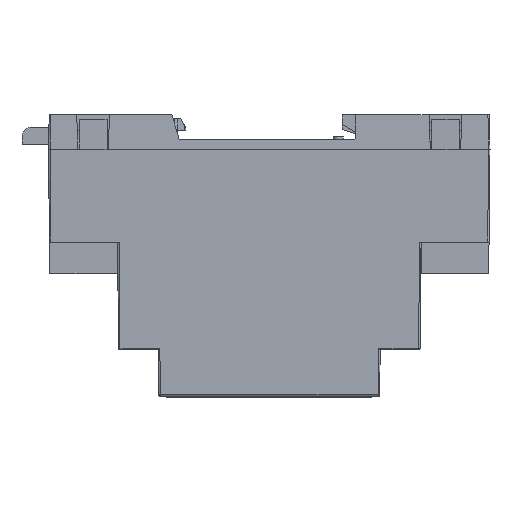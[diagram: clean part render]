
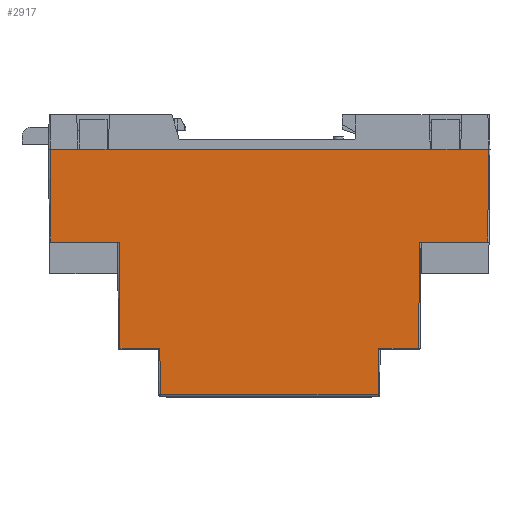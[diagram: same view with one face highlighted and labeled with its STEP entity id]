
A CAD part, front view. The second image highlights one B-rep face of the part: STEP entity #2917.
In plain terms, the highlighted planar face has unit normal (0, -1, -0.009).
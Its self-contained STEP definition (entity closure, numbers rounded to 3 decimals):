
#1000 = VERTEX_POINT ( 'NONE', #8229 ) ;
#1097 = VERTEX_POINT ( 'NONE', #8496 ) ;
#1732 = VERTEX_POINT ( 'NONE', #9706 ) ;
#1797 = VERTEX_POINT ( 'NONE', #9944 ) ;
#2255 = VERTEX_POINT ( 'NONE', #10646 ) ;
#2271 = VERTEX_POINT ( 'NONE', #10692 ) ;
#2303 = VERTEX_POINT ( 'NONE', #10710 ) ;
#2311 = VERTEX_POINT ( 'NONE', #10706 ) ;
#2326 = EDGE_CURVE ( 'NONE', #2271, #2255, #10763, .T. ) ;
#2354 = VERTEX_POINT ( 'NONE', #10808 ) ;
#2362 = EDGE_CURVE ( 'NONE', #2303, #2311, #10791, .T. ) ;
#2392 = EDGE_CURVE ( 'NONE', #2451, #2402, #10876, .T. ) ;
#2402 = VERTEX_POINT ( 'NONE', #10904 ) ;
#2407 = EDGE_CURVE ( 'NONE', #2402, #2354, #10900, .T. ) ;
#2424 = EDGE_CURVE ( 'NONE', #1000, #2451, #10957, .T. ) ;
#2451 = VERTEX_POINT ( 'NONE', #10945 ) ;
#2456 = VERTEX_POINT ( 'NONE', #10977 ) ;
#2506 = EDGE_CURVE ( 'NONE', #1097, #2456, #11079, .T. ) ;
#2525 = EDGE_CURVE ( 'NONE', #2456, #1000, #11105, .T. ) ;
#2569 = EDGE_CURVE ( 'NONE', #1732, #1097, #11179, .T. ) ;
#2594 = VERTEX_POINT ( 'NONE', #11244 ) ;
#2601 = EDGE_CURVE ( 'NONE', #2594, #1732, #11229, .T. ) ;
#2632 = EDGE_CURVE ( 'NONE', #1797, #2594, #11296, .T. ) ;
#2678 = VERTEX_POINT ( 'NONE', #11361 ) ;
#2682 = EDGE_CURVE ( 'NONE', #2678, #1797, #11342, .T. ) ;
#2900 = EDGE_CURVE ( 'NONE', #2903, #2678, #11581, .T. ) ;
#2903 = VERTEX_POINT ( 'NONE', #11661 ) ;
#2906 = VERTEX_POINT ( 'NONE', #11647 ) ;
#2910 = EDGE_CURVE ( 'NONE', #2906, #2903, #11651, .T. ) ;
#2917 = ADVANCED_FACE ( 'NONE', ( #11679 ), #11683, .F. ) ;
#2918 = EDGE_LOOP ( 'NONE', ( #3060, #3067, #3068, #3061, #3070, #3069, #3050, #3066, #3071, #3052, #3072, #3055, #3051, #3058, #3053, #3122 ) ) ;
#3050 = ORIENTED_EDGE ( 'NONE', *, *, #2392, .F. ) ;
#3051 = ORIENTED_EDGE ( 'NONE', *, *, #2632, .F. ) ;
#3052 = ORIENTED_EDGE ( 'NONE', *, *, #2506, .F. ) ;
#3053 = ORIENTED_EDGE ( 'NONE', *, *, #2900, .F. ) ;
#3055 = ORIENTED_EDGE ( 'NONE', *, *, #2601, .F. ) ;
#3058 = ORIENTED_EDGE ( 'NONE', *, *, #2682, .F. ) ;
#3060 = ORIENTED_EDGE ( 'NONE', *, *, #3062, .F. ) ;
#3061 = ORIENTED_EDGE ( 'NONE', *, *, #2326, .F. ) ;
#3062 = EDGE_CURVE ( 'NONE', #2311, #2906, #11819, .T. ) ;
#3063 = EDGE_CURVE ( 'NONE', #2255, #2303, #11851, .T. ) ;
#3064 = EDGE_CURVE ( 'NONE', #2354, #2271, #11854, .T. ) ;
#3066 = ORIENTED_EDGE ( 'NONE', *, *, #2424, .F. ) ;
#3067 = ORIENTED_EDGE ( 'NONE', *, *, #2362, .F. ) ;
#3068 = ORIENTED_EDGE ( 'NONE', *, *, #3063, .F. ) ;
#3069 = ORIENTED_EDGE ( 'NONE', *, *, #2407, .F. ) ;
#3070 = ORIENTED_EDGE ( 'NONE', *, *, #3064, .F. ) ;
#3071 = ORIENTED_EDGE ( 'NONE', *, *, #2525, .F. ) ;
#3072 = ORIENTED_EDGE ( 'NONE', *, *, #2569, .F. ) ;
#3122 = ORIENTED_EDGE ( 'NONE', *, *, #2910, .F. ) ;
#8229 = CARTESIAN_POINT ( 'NONE',  ( -29618.174, -26786.644, -29.94 ) ) ;
#8496 = CARTESIAN_POINT ( 'NONE',  ( -29609.933, -26786.561, -39.44 ) ) ;
#9706 = CARTESIAN_POINT ( 'NONE',  ( -29565.394, -26786.561, -39.44 ) ) ;
#9944 = CARTESIAN_POINT ( 'NONE',  ( -29557.153, -26786.644, -29.94 ) ) ;
#10646 = CARTESIAN_POINT ( 'NONE',  ( -29620.813, -26786.999, 10.763 ) ) ;
#10692 = CARTESIAN_POINT ( 'NONE',  ( -29626.513, -26786.999, 10.763 ) ) ;
#10706 = CARTESIAN_POINT ( 'NONE',  ( -29548.813, -26786.999, 10.763 ) ) ;
#10710 = CARTESIAN_POINT ( 'NONE',  ( -29554.513, -26786.999, 10.763 ) ) ;
#10735 = DIRECTION ( 'NONE',  ( 1., 0., 0. ) ) ;
#10736 = CARTESIAN_POINT ( 'NONE',  ( -29612.563, -26786.999, 10.763 ) ) ;
#10748 = VECTOR ( 'NONE', #10735, 1000. ) ;
#10763 = LINE ( 'NONE', #10736, #10748 ) ;
#10790 = CARTESIAN_POINT ( 'NONE',  ( -29612.563, -26786.999, 10.763 ) ) ;
#10791 = LINE ( 'NONE', #10790, #10844 ) ;
#10808 = CARTESIAN_POINT ( 'NONE',  ( -29632.463, -26786.999, 10.763 ) ) ;
#10843 = DIRECTION ( 'NONE',  ( 1., 0., 0. ) ) ;
#10844 = VECTOR ( 'NONE', #10843, 1000. ) ;
#10864 = DIRECTION ( 'NONE',  ( -1., 0., 0. ) ) ;
#10865 = VECTOR ( 'NONE', #10864, 1000. ) ;
#10875 = CARTESIAN_POINT ( 'NONE',  ( -29612.563, -26786.833, -8.237 ) ) ;
#10876 = LINE ( 'NONE', #10875, #10865 ) ;
#10889 = DIRECTION ( 'NONE',  ( -0.009, -0.009, 1. ) ) ;
#10890 = VECTOR ( 'NONE', #10889, 1000. ) ;
#10891 = CARTESIAN_POINT ( 'NONE',  ( -29632.298, -26786.833, -8.237 ) ) ;
#10900 = LINE ( 'NONE', #10891, #10890 ) ;
#10904 = CARTESIAN_POINT ( 'NONE',  ( -29632.298, -26786.833, -8.237 ) ) ;
#10945 = CARTESIAN_POINT ( 'NONE',  ( -29618.363, -26786.833, -8.237 ) ) ;
#10954 = DIRECTION ( 'NONE',  ( -0.009, -0.009, 1. ) ) ;
#10955 = VECTOR ( 'NONE', #10954, 1000. ) ;
#10956 = CARTESIAN_POINT ( 'NONE',  ( -29618.174, -26786.644, -29.94 ) ) ;
#10957 = LINE ( 'NONE', #10956, #10955 ) ;
#10977 = CARTESIAN_POINT ( 'NONE',  ( -29610.016, -26786.644, -29.94 ) ) ;
#11022 = VECTOR ( 'NONE', #11074, 1000. ) ;
#11074 = DIRECTION ( 'NONE',  ( -0.009, -0.009, 1. ) ) ;
#11078 = CARTESIAN_POINT ( 'NONE',  ( -29609.933, -26786.561, -39.44 ) ) ;
#11079 = LINE ( 'NONE', #11078, #11022 ) ;
#11085 = DIRECTION ( 'NONE',  ( -1., 0., 0. ) ) ;
#11086 = VECTOR ( 'NONE', #11085, 1000. ) ;
#11089 = CARTESIAN_POINT ( 'NONE',  ( -29612.563, -26786.644, -29.94 ) ) ;
#11105 = LINE ( 'NONE', #11089, #11086 ) ;
#11170 = DIRECTION ( 'NONE',  ( -1., 0., 0. ) ) ;
#11171 = VECTOR ( 'NONE', #11170, 1000. ) ;
#11178 = CARTESIAN_POINT ( 'NONE',  ( -29612.563, -26786.561, -39.44 ) ) ;
#11179 = LINE ( 'NONE', #11178, #11171 ) ;
#11226 = DIRECTION ( 'NONE',  ( -0.009, 0.009, -1. ) ) ;
#11227 = VECTOR ( 'NONE', #11226, 1000. ) ;
#11228 = CARTESIAN_POINT ( 'NONE',  ( -29565.311, -26786.644, -29.94 ) ) ;
#11229 = LINE ( 'NONE', #11228, #11227 ) ;
#11244 = CARTESIAN_POINT ( 'NONE',  ( -29565.311, -26786.644, -29.94 ) ) ;
#11291 = DIRECTION ( 'NONE',  ( -1., 0., 0. ) ) ;
#11292 = VECTOR ( 'NONE', #11291, 1000. ) ;
#11293 = CARTESIAN_POINT ( 'NONE',  ( -29612.563, -26786.644, -29.94 ) ) ;
#11296 = LINE ( 'NONE', #11293, #11292 ) ;
#11339 = DIRECTION ( 'NONE',  ( -0.009, 0.009, -1. ) ) ;
#11340 = VECTOR ( 'NONE', #11339, 1000. ) ;
#11341 = CARTESIAN_POINT ( 'NONE',  ( -29556.963, -26786.833, -8.237 ) ) ;
#11342 = LINE ( 'NONE', #11341, #11340 ) ;
#11361 = CARTESIAN_POINT ( 'NONE',  ( -29556.963, -26786.833, -8.237 ) ) ;
#11581 = LINE ( 'NONE', #11655, #11654 ) ;
#11640 = DIRECTION ( 'NONE',  ( -0.009, 0.009, -1. ) ) ;
#11641 = CARTESIAN_POINT ( 'NONE',  ( -29542.863, -26786.999, 10.763 ) ) ;
#11642 = CARTESIAN_POINT ( 'NONE',  ( -29612.563, -26786.471, -49.706 ) ) ;
#11647 = CARTESIAN_POINT ( 'NONE',  ( -29542.863, -26786.999, 10.763 ) ) ;
#11651 = LINE ( 'NONE', #11641, #11686 ) ;
#11653 = DIRECTION ( 'NONE',  ( -1., 0., 0. ) ) ;
#11654 = VECTOR ( 'NONE', #11653, 1000. ) ;
#11655 = CARTESIAN_POINT ( 'NONE',  ( -29612.563, -26786.833, -8.237 ) ) ;
#11661 = CARTESIAN_POINT ( 'NONE',  ( -29543.029, -26786.833, -8.237 ) ) ;
#11671 = AXIS2_PLACEMENT_3D ( 'NONE', #11642, #11723, #11722 ) ;
#11679 = FACE_OUTER_BOUND ( 'NONE', #2918, .T. ) ;
#11683 = PLANE ( 'NONE',  #11671 ) ;
#11686 = VECTOR ( 'NONE', #11640, 1000. ) ;
#11722 = DIRECTION ( 'NONE',  ( 0., -0.009, 1. ) ) ;
#11723 = DIRECTION ( 'NONE',  ( 0., 1., 0.009 ) ) ;
#11818 = CARTESIAN_POINT ( 'NONE',  ( -29632.763, -26786.999, 10.763 ) ) ;
#11819 = LINE ( 'NONE', #11818, #11853 ) ;
#11851 = LINE ( 'NONE', #11914, #11913 ) ;
#11852 = DIRECTION ( 'NONE',  ( 1., 0., 0. ) ) ;
#11853 = VECTOR ( 'NONE', #11852, 1000. ) ;
#11854 = LINE ( 'NONE', #11910, #11909 ) ;
#11908 = DIRECTION ( 'NONE',  ( 1., 0., 0. ) ) ;
#11909 = VECTOR ( 'NONE', #11908, 1000. ) ;
#11910 = CARTESIAN_POINT ( 'NONE',  ( -29632.763, -26786.999, 10.763 ) ) ;
#11912 = DIRECTION ( 'NONE',  ( 1., 0., 0. ) ) ;
#11913 = VECTOR ( 'NONE', #11912, 1000. ) ;
#11914 = CARTESIAN_POINT ( 'NONE',  ( -29632.763, -26786.999, 10.763 ) ) ;
